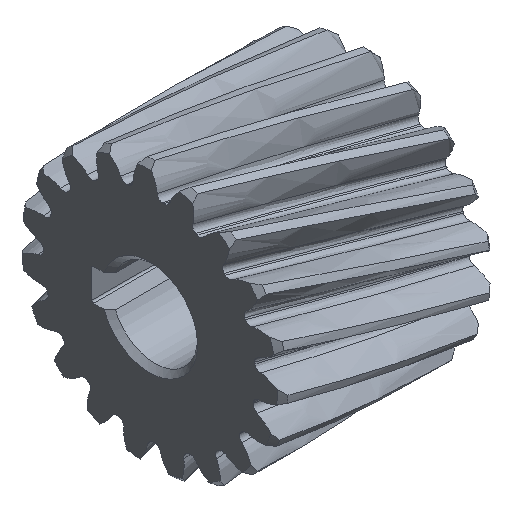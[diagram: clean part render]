
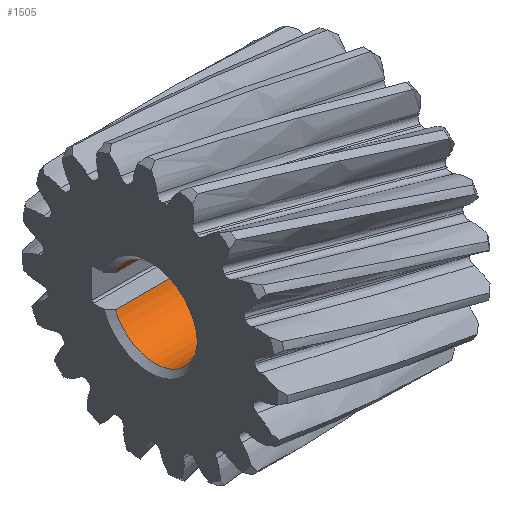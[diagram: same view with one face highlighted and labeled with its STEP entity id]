
A CAD part, isometric view. The second image highlights one B-rep face of the part: STEP entity #1505.
In plain terms, the highlighted cylindrical face has radius 4 mm (diameter 8 mm), a partial arc.
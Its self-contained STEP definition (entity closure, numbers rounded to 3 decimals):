
#1505=ADVANCED_FACE('',(#19984),#19986,.F.);
#19984=FACE_BOUND('',#19985,.T.);
#19985=EDGE_LOOP('',(#20947,#20948,#20949,#20950));
#19986=CYLINDRICAL_SURFACE('',#19987,4.);
#19987=AXIS2_PLACEMENT_3D('',#19988,#19989,#19990);
#19988=CARTESIAN_POINT('',(20.,0.,0.));
#19989=DIRECTION('',(-1.,0.,0.));
#19990=DIRECTION('',(0.,0.,-1.));
#20947=ORIENTED_EDGE('',*,*,#21420,.T.);
#20948=ORIENTED_EDGE('',*,*,#21429,.F.);
#20949=ORIENTED_EDGE('',*,*,#21427,.T.);
#20950=ORIENTED_EDGE('',*,*,#21430,.F.);
#21420=EDGE_CURVE('',#22217,#22215,#22218,.F.);
#21427=EDGE_CURVE('',#22226,#22224,#22227,.T.);
#21429=EDGE_CURVE('',#22226,#22215,#22229,.T.);
#21430=EDGE_CURVE('',#22217,#22224,#22230,.F.);
#22215=VERTEX_POINT('',#28307);
#22217=VERTEX_POINT('',#28318);
#22218=LINE('',#28319,#28320);
#22224=VERTEX_POINT('',#28344);
#22226=VERTEX_POINT('',#28355);
#22227=LINE('',#28356,#28357);
#22229=CIRCLE('',#28369,4.);
#22230=CIRCLE('',#28373,4.);
#28307=CARTESIAN_POINT('',(19.5,3.708,1.5));
#28318=CARTESIAN_POINT('',(0.5,3.708,1.5));
#28319=CARTESIAN_POINT('',(19.5,3.708,1.5));
#28320=VECTOR('',#28321,1.);
#28321=DIRECTION('',(-1.,0.,0.));
#28344=CARTESIAN_POINT('',(0.5,3.708,-1.5));
#28355=CARTESIAN_POINT('',(19.5,3.708,-1.5));
#28356=CARTESIAN_POINT('',(19.5,3.708,-1.5));
#28357=VECTOR('',#28358,1.);
#28358=DIRECTION('',(-1.,0.,0.));
#28369=AXIS2_PLACEMENT_3D('',#28370,#28371,#28372);
#28370=CARTESIAN_POINT('',(19.5,0.,0.));
#28371=DIRECTION('',(-1.,0.,0.));
#28372=DIRECTION('',(0.,0.927,-0.375));
#28373=AXIS2_PLACEMENT_3D('',#28374,#28375,#28376);
#28374=CARTESIAN_POINT('',(0.5,0.,0.));
#28375=DIRECTION('',(-1.,0.,0.));
#28376=DIRECTION('',(0.,0.927,-0.375));
